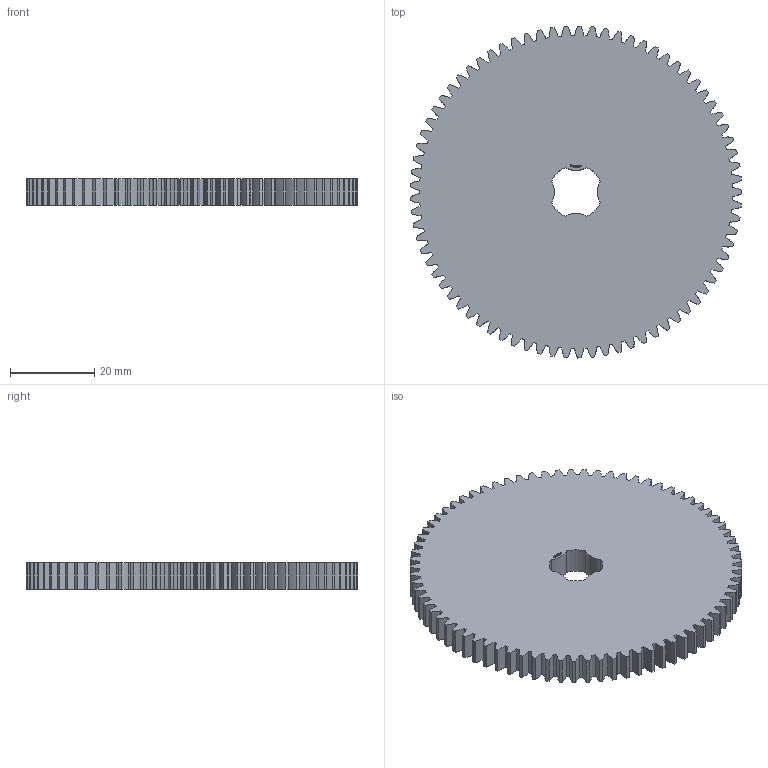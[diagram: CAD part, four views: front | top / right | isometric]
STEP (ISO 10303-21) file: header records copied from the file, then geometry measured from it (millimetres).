
FILE_DESCRIPTION(('FreeCAD Model'),'2;1');
FILE_NAME('Open CASCADE Shape Model','2024-03-10T23:25:11',(''),(''), 'Open CASCADE STEP processor 7.6','FreeCAD','Unknown');
FILE_SCHEMA(('AUTOMOTIVE_DESIGN { 1 0 10303 214 1 1 1 1 }'));
Products named in the file (1): Gear Wheel PLN TTH77 BU00.50 SFT-SHD - SPN-GWH-0286 (stemfie.org)
Bounding box: 78.98 x 79 x 6.25 mm (x, y, z)
Volume: 28309.5 mm3; surface area: 12360.3 mm2
Topology: 1 solids, 1 shells, 808 faces, 2322 edges, 1548 vertices
Faces by surface type: extrusion 486, plane 314, cylinder 8
Entity records: 76615 total; most frequent: CARTESIAN_POINT 28053, DIRECTION 6170, VECTOR 5476, LINE 4990, ORIENTED_EDGE 4644, PCURVE 4644, DEFINITIONAL_REPRESENTATION 4644, B_SPLINE_CURVE_WITH_KNOTS 2430
